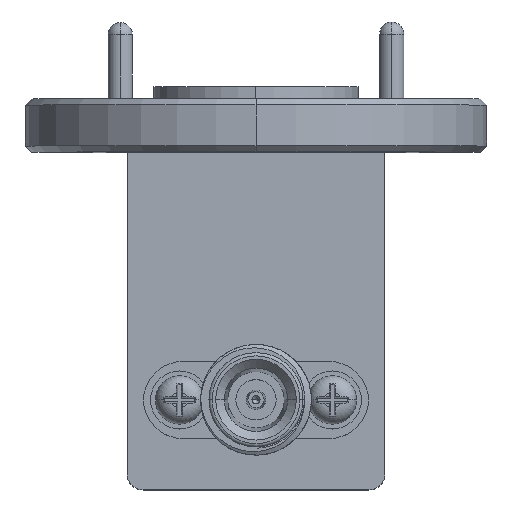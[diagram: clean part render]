
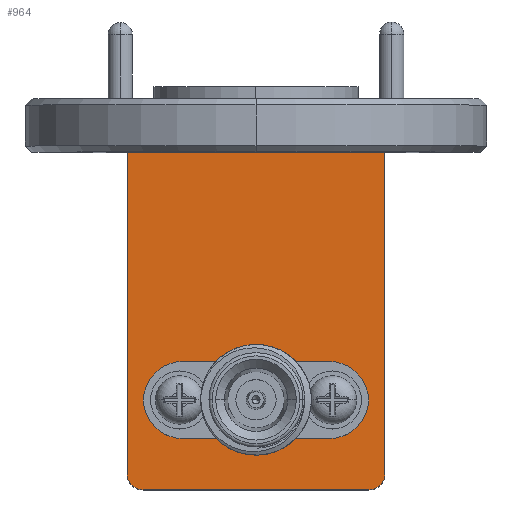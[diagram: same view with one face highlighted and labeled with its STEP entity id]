
A CAD part, top view. The second image highlights one B-rep face of the part: STEP entity #964.
In plain terms, the highlighted planar face has unit normal (0, 0, 1).
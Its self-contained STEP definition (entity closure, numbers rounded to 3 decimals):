
#133 = VERTEX_POINT ( 'NONE', #1242 ) ;
#164 = CIRCLE ( 'NONE', #3600, 1. ) ;
#281 = AXIS2_PLACEMENT_3D ( 'NONE', #738, #3778, #2489 ) ;
#285 = CARTESIAN_POINT ( 'NONE',  ( 4.5, -15.276, 5. ) ) ;
#363 = CARTESIAN_POINT ( 'NONE',  ( -6.998, -15.376, 5. ) ) ;
#456 = CARTESIAN_POINT ( 'NONE',  ( 4.5, -17.776, 5. ) ) ;
#527 = EDGE_CURVE ( 'NONE', #2046, #2266, #1640, .T. ) ;
#543 = ORIENTED_EDGE ( 'NONE', *, *, #971, .F. ) ;
#607 = DIRECTION ( 'NONE',  ( -1., 0., 0. ) ) ;
#617 = LINE ( 'NONE', #5224, #1837 ) ;
#644 = ORIENTED_EDGE ( 'NONE', *, *, #2355, .T. ) ;
#715 = AXIS2_PLACEMENT_3D ( 'NONE', #1525, #3974, #607 ) ;
#738 = CARTESIAN_POINT ( 'NONE',  ( -4.5, -15.276, 5. ) ) ;
#903 = CARTESIAN_POINT ( 'NONE',  ( -8., 0., 5. ) ) ;
#943 = CARTESIAN_POINT ( 'NONE',  ( -4.5, -15.476, 5. ) ) ;
#964 = ADVANCED_FACE ( 'NONE', ( #3792, #2230 ), #1842, .F. ) ;
#971 = EDGE_CURVE ( 'NONE', #4898, #4251, #617, .T. ) ;
#986 = DIRECTION ( 'NONE',  ( -1., 0., 0. ) ) ;
#994 = DIRECTION ( 'NONE',  ( -1., 0., 0. ) ) ;
#1037 = ORIENTED_EDGE ( 'NONE', *, *, #5343, .F. ) ;
#1041 = CARTESIAN_POINT ( 'NONE',  ( -4.5, -17.776, 5. ) ) ;
#1049 = VECTOR ( 'NONE', #2867, 1000. ) ;
#1107 = CARTESIAN_POINT ( 'NONE',  ( -4.5, -12.976, 5. ) ) ;
#1110 = VECTOR ( 'NONE', #2474, 1000. ) ;
#1242 = CARTESIAN_POINT ( 'NONE',  ( 4.5, -12.976, 5. ) ) ;
#1344 = EDGE_CURVE ( 'NONE', #4898, #3946, #164, .T. ) ;
#1381 = ORIENTED_EDGE ( 'NONE', *, *, #1344, .T. ) ;
#1470 = VERTEX_POINT ( 'NONE', #903 ) ;
#1474 = VECTOR ( 'NONE', #4209, 1000. ) ;
#1517 = DIRECTION ( 'NONE',  ( 0., 0., 1. ) ) ;
#1525 = CARTESIAN_POINT ( 'NONE',  ( 4.5, -15.476, 5. ) ) ;
#1547 = VERTEX_POINT ( 'NONE', #2091 ) ;
#1616 = ORIENTED_EDGE ( 'NONE', *, *, #5072, .T. ) ;
#1640 = LINE ( 'NONE', #5447, #1049 ) ;
#1681 = VECTOR ( 'NONE', #4384, 1000. ) ;
#1706 = EDGE_CURVE ( 'NONE', #2408, #4251, #4751, .T. ) ;
#1730 = CARTESIAN_POINT ( 'NONE',  ( 8., -19.938, 5. ) ) ;
#1733 = DIRECTION ( 'NONE',  ( 0., 0., 1. ) ) ;
#1821 = ORIENTED_EDGE ( 'NONE', *, *, #5065, .F. ) ;
#1837 = VECTOR ( 'NONE', #986, 1000. ) ;
#1842 = PLANE ( 'NONE',  #5432 ) ;
#1850 = LINE ( 'NONE', #2769, #1681 ) ;
#2045 = CIRCLE ( 'NONE', #2930, 2.5 ) ;
#2046 = VERTEX_POINT ( 'NONE', #1041 ) ;
#2091 = CARTESIAN_POINT ( 'NONE',  ( 8., 0., 5. ) ) ;
#2230 = FACE_BOUND ( 'NONE', #2986, .T. ) ;
#2266 = VERTEX_POINT ( 'NONE', #456 ) ;
#2285 = DIRECTION ( 'NONE',  ( 0., 0., -1. ) ) ;
#2288 = EDGE_CURVE ( 'NONE', #3946, #1547, #5117, .T. ) ;
#2355 = EDGE_CURVE ( 'NONE', #1547, #1470, #3735, .T. ) ;
#2356 = ORIENTED_EDGE ( 'NONE', *, *, #4912, .T. ) ;
#2408 = VERTEX_POINT ( 'NONE', #5001 ) ;
#2474 = DIRECTION ( 'NONE',  ( -1., 0., 0. ) ) ;
#2489 = DIRECTION ( 'NONE',  ( -1., 0., 0. ) ) ;
#2536 = CARTESIAN_POINT ( 'NONE',  ( 8., -20.938, 5. ) ) ;
#2769 = CARTESIAN_POINT ( 'NONE',  ( -7., -12.976, 5. ) ) ;
#2867 = DIRECTION ( 'NONE',  ( 1., 0., 0. ) ) ;
#2883 = CARTESIAN_POINT ( 'NONE',  ( -7., -19.938, 5. ) ) ;
#2930 = AXIS2_PLACEMENT_3D ( 'NONE', #943, #5100, #4666 ) ;
#2986 = EDGE_LOOP ( 'NONE', ( #2356, #5200, #3671, #1616, #4888, #1037 ) ) ;
#3053 = CARTESIAN_POINT ( 'NONE',  ( -8., -20.938, 5. ) ) ;
#3110 = CIRCLE ( 'NONE', #281, 2.5 ) ;
#3114 = ORIENTED_EDGE ( 'NONE', *, *, #1706, .T. ) ;
#3324 = CARTESIAN_POINT ( 'NONE',  ( -8., 0., 5. ) ) ;
#3397 = CARTESIAN_POINT ( 'NONE',  ( 6.998, -15.376, 5. ) ) ;
#3600 = AXIS2_PLACEMENT_3D ( 'NONE', #4745, #1733, #994 ) ;
#3671 = ORIENTED_EDGE ( 'NONE', *, *, #527, .F. ) ;
#3735 = LINE ( 'NONE', #3324, #1110 ) ;
#3778 = DIRECTION ( 'NONE',  ( 0., 0., -1. ) ) ;
#3784 = CARTESIAN_POINT ( 'NONE',  ( -7., -20.938, 5. ) ) ;
#3792 = FACE_OUTER_BOUND ( 'NONE', #3858, .T. ) ;
#3803 = VECTOR ( 'NONE', #5424, 1000. ) ;
#3858 = EDGE_LOOP ( 'NONE', ( #543, #1381, #5455, #644, #1821, #3114 ) ) ;
#3936 = DIRECTION ( 'NONE',  ( 0., 0., -1. ) ) ;
#3946 = VERTEX_POINT ( 'NONE', #1730 ) ;
#3974 = DIRECTION ( 'NONE',  ( 0., 0., -1. ) ) ;
#4065 = CIRCLE ( 'NONE', #715, 2.5 ) ;
#4099 = EDGE_CURVE ( 'NONE', #4704, #2266, #4277, .T. ) ;
#4162 = CARTESIAN_POINT ( 'NONE',  ( -8., -20.938, 5. ) ) ;
#4209 = DIRECTION ( 'NONE',  ( 0., 1., 0. ) ) ;
#4251 = VERTEX_POINT ( 'NONE', #3784 ) ;
#4277 = CIRCLE ( 'NONE', #5419, 2.5 ) ;
#4352 = VERTEX_POINT ( 'NONE', #363 ) ;
#4384 = DIRECTION ( 'NONE',  ( -1., 0., 0. ) ) ;
#4471 = CARTESIAN_POINT ( 'NONE',  ( 7., -20.938, 5. ) ) ;
#4666 = DIRECTION ( 'NONE',  ( -1., 0., 0. ) ) ;
#4704 = VERTEX_POINT ( 'NONE', #3397 ) ;
#4734 = DIRECTION ( 'NONE',  ( -1., 0., 0. ) ) ;
#4745 = CARTESIAN_POINT ( 'NONE',  ( 7., -19.938, 5. ) ) ;
#4751 = CIRCLE ( 'NONE', #5271, 1. ) ;
#4803 = EDGE_CURVE ( 'NONE', #4352, #4931, #2045, .T. ) ;
#4888 = ORIENTED_EDGE ( 'NONE', *, *, #4803, .T. ) ;
#4898 = VERTEX_POINT ( 'NONE', #4471 ) ;
#4912 = EDGE_CURVE ( 'NONE', #133, #4704, #4065, .T. ) ;
#4931 = VERTEX_POINT ( 'NONE', #1107 ) ;
#4944 = DIRECTION ( 'NONE',  ( -1., 0., 0. ) ) ;
#4958 = LINE ( 'NONE', #4162, #3803 ) ;
#5001 = CARTESIAN_POINT ( 'NONE',  ( -8., -19.938, 5. ) ) ;
#5065 = EDGE_CURVE ( 'NONE', #2408, #1470, #4958, .T. ) ;
#5072 = EDGE_CURVE ( 'NONE', #2046, #4352, #3110, .T. ) ;
#5100 = DIRECTION ( 'NONE',  ( 0., 0., -1. ) ) ;
#5117 = LINE ( 'NONE', #2536, #1474 ) ;
#5200 = ORIENTED_EDGE ( 'NONE', *, *, #4099, .T. ) ;
#5224 = CARTESIAN_POINT ( 'NONE',  ( -8., -20.938, 5. ) ) ;
#5257 = DIRECTION ( 'NONE',  ( -1., 0., 0. ) ) ;
#5271 = AXIS2_PLACEMENT_3D ( 'NONE', #2883, #1517, #5257 ) ;
#5343 = EDGE_CURVE ( 'NONE', #133, #4931, #1850, .T. ) ;
#5419 = AXIS2_PLACEMENT_3D ( 'NONE', #285, #3936, #4944 ) ;
#5424 = DIRECTION ( 'NONE',  ( 0., 1., 0. ) ) ;
#5432 = AXIS2_PLACEMENT_3D ( 'NONE', #3053, #2285, #4734 ) ;
#5447 = CARTESIAN_POINT ( 'NONE',  ( -7., -17.776, 5. ) ) ;
#5455 = ORIENTED_EDGE ( 'NONE', *, *, #2288, .T. ) ;
